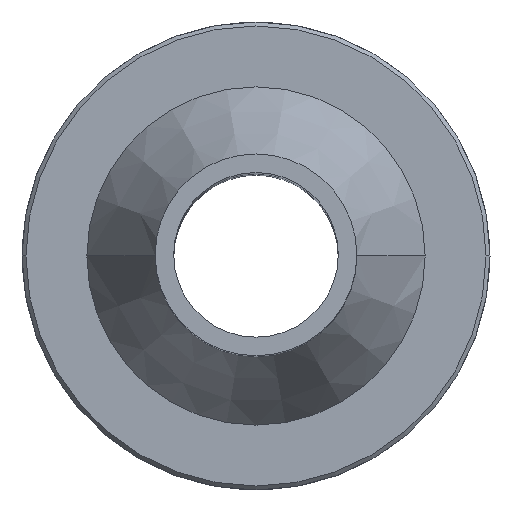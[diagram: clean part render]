
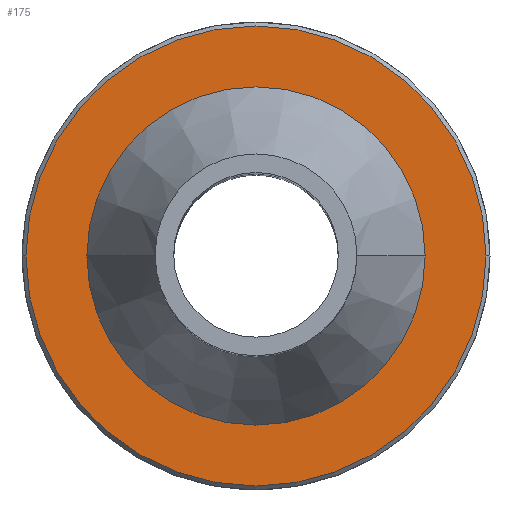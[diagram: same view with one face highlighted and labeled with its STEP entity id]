
A CAD part, top view. The second image highlights one B-rep face of the part: STEP entity #175.
In plain terms, the highlighted planar face has unit normal (0, 0, 1).
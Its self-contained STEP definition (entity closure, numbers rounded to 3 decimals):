
#175=ADVANCED_FACE('',(#374,#375),#376,.T.);
#374=FACE_BOUND('',#606,.T.);
#375=FACE_OUTER_BOUND('',#607,.T.);
#376=PLANE('',#608);
#606=EDGE_LOOP('',(#994,#995));
#607=EDGE_LOOP('',(#996,#997));
#608=AXIS2_PLACEMENT_3D('',#998,#999,#1000);
#994=ORIENTED_EDGE('',*,*,#1466,.T.);
#995=ORIENTED_EDGE('',*,*,#1458,.T.);
#996=ORIENTED_EDGE('',*,*,#1467,.F.);
#997=ORIENTED_EDGE('',*,*,#1454,.F.);
#998=CARTESIAN_POINT('',(-24.978,0.,-34.5));
#999=DIRECTION('',(0.,0.,1.0));
#1000=DIRECTION('',(0.,-1.0,0.));
#1454=EDGE_CURVE('',#1755,#1757,#1758,.T.);
#1458=EDGE_CURVE('',#1764,#1761,#1765,.T.);
#1466=EDGE_CURVE('',#1761,#1764,#1775,.T.);
#1467=EDGE_CURVE('',#1757,#1755,#1776,.T.);
#1755=VERTEX_POINT('',#2216);
#1757=VERTEX_POINT('',#2219);
#1758=CIRCLE('',#2220,28.5);
#1761=VERTEX_POINT('',#2224);
#1764=VERTEX_POINT('',#2228);
#1765=CIRCLE('',#2229,19.425);
#1775=CIRCLE('',#2240,19.425);
#1776=CIRCLE('',#2241,28.5);
#2216=CARTESIAN_POINT('',(28.5,0.,-34.5));
#2219=CARTESIAN_POINT('',(-28.5,0.,-34.5));
#2220=AXIS2_PLACEMENT_3D('',#2817,#2818,#2819);
#2224=CARTESIAN_POINT('',(19.425,0.,-34.5));
#2228=CARTESIAN_POINT('',(-19.425,0.,-34.5));
#2229=AXIS2_PLACEMENT_3D('',#2822,#2823,#2824);
#2240=AXIS2_PLACEMENT_3D('',#2838,#2839,#2840);
#2241=AXIS2_PLACEMENT_3D('',#2841,#2842,#2843);
#2817=CARTESIAN_POINT('',(0.,0.,-34.5));
#2818=DIRECTION('',(0.,0.,-1.0));
#2819=DIRECTION('',(1.0,0.,0.));
#2822=CARTESIAN_POINT('',(0.,0.,-34.5));
#2823=DIRECTION('',(0.,0.,-1.0));
#2824=DIRECTION('',(-1.0,0.,0.));
#2838=CARTESIAN_POINT('',(0.,0.,-34.5));
#2839=DIRECTION('',(0.,0.,-1.0));
#2840=DIRECTION('',(-1.0,0.,0.));
#2841=CARTESIAN_POINT('',(0.,0.,-34.5));
#2842=DIRECTION('',(0.,0.,-1.0));
#2843=DIRECTION('',(1.0,0.,0.));
